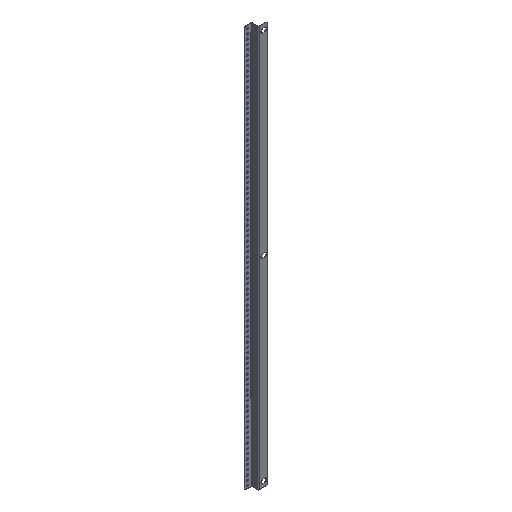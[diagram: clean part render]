
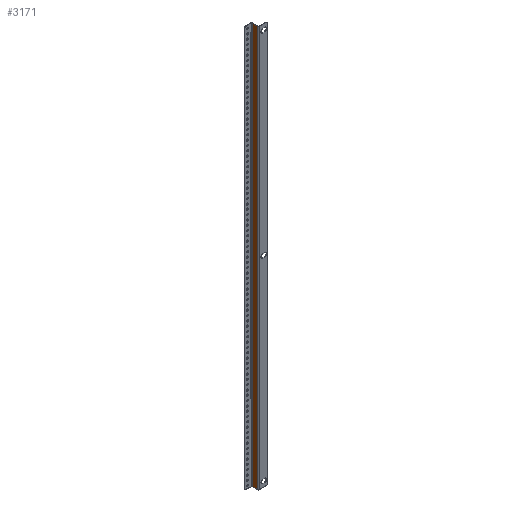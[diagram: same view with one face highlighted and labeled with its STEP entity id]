
A CAD part, isometric view. The second image highlights one B-rep face of the part: STEP entity #3171.
In plain terms, the highlighted planar face has unit normal (-1, 0, 0).
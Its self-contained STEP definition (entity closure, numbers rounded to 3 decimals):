
#673 = VECTOR ( 'NONE', #3876, 1000. ) ;
#861 = LINE ( 'NONE', #3224, #5877 ) ;
#1061 = VECTOR ( 'NONE', #1274, 1000. ) ;
#1176 = ORIENTED_EDGE ( 'NONE', *, *, #5439, .F. ) ;
#1274 = DIRECTION ( 'NONE',  ( 0., 1., 0. ) ) ;
#1498 = CARTESIAN_POINT ( 'NONE',  ( 8.5, -3., -545. ) ) ;
#1506 = CARTESIAN_POINT ( 'NONE',  ( 8.5, -17., -545. ) ) ;
#1744 = DIRECTION ( 'NONE',  ( 0., -1., 0. ) ) ;
#2223 = VERTEX_POINT ( 'NONE', #3117 ) ;
#2256 = CARTESIAN_POINT ( 'NONE',  ( 8.5, -20., 545. ) ) ;
#2427 = CARTESIAN_POINT ( 'NONE',  ( 8.5, -1.5, -545. ) ) ;
#2437 = VERTEX_POINT ( 'NONE', #1498 ) ;
#2604 = ORIENTED_EDGE ( 'NONE', *, *, #6127, .T. ) ;
#2717 = DIRECTION ( 'NONE',  ( 0., -1., 0. ) ) ;
#2759 = CARTESIAN_POINT ( 'NONE',  ( 8.5, -3., 545. ) ) ;
#3117 = CARTESIAN_POINT ( 'NONE',  ( 8.5, -17., 545. ) ) ;
#3171 = ADVANCED_FACE ( 'NONE', ( #5065 ), #7406, .T. ) ;
#3188 = EDGE_CURVE ( 'NONE', #7158, #2437, #4795, .T. ) ;
#3224 = CARTESIAN_POINT ( 'NONE',  ( 8.5, -3., -545. ) ) ;
#3340 = VERTEX_POINT ( 'NONE', #2759 ) ;
#3710 = EDGE_LOOP ( 'NONE', ( #5071, #2604, #1176, #6622 ) ) ;
#3876 = DIRECTION ( 'NONE',  ( 0., 0., 1. ) ) ;
#4795 = LINE ( 'NONE', #2427, #1061 ) ;
#4990 = DIRECTION ( 'NONE',  ( 0., 0., 1. ) ) ;
#5065 = FACE_OUTER_BOUND ( 'NONE', #3710, .T. ) ;
#5071 = ORIENTED_EDGE ( 'NONE', *, *, #3188, .F. ) ;
#5237 = CARTESIAN_POINT ( 'NONE',  ( 8.5, -17., -545. ) ) ;
#5439 = EDGE_CURVE ( 'NONE', #3340, #2223, #5838, .T. ) ;
#5497 = VECTOR ( 'NONE', #1744, 1000. ) ;
#5838 = LINE ( 'NONE', #2256, #5497 ) ;
#5877 = VECTOR ( 'NONE', #4990, 1000. ) ;
#6127 = EDGE_CURVE ( 'NONE', #7158, #2223, #7380, .T. ) ;
#6191 = EDGE_CURVE ( 'NONE', #2437, #3340, #861, .T. ) ;
#6348 = DIRECTION ( 'NONE',  ( -1., 0., 0. ) ) ;
#6622 = ORIENTED_EDGE ( 'NONE', *, *, #6191, .F. ) ;
#6735 = CARTESIAN_POINT ( 'NONE',  ( 8.5, 0., 0. ) ) ;
#7158 = VERTEX_POINT ( 'NONE', #5237 ) ;
#7333 = AXIS2_PLACEMENT_3D ( 'NONE', #6735, #6348, #2717 ) ;
#7380 = LINE ( 'NONE', #1506, #673 ) ;
#7406 = PLANE ( 'NONE',  #7333 ) ;
